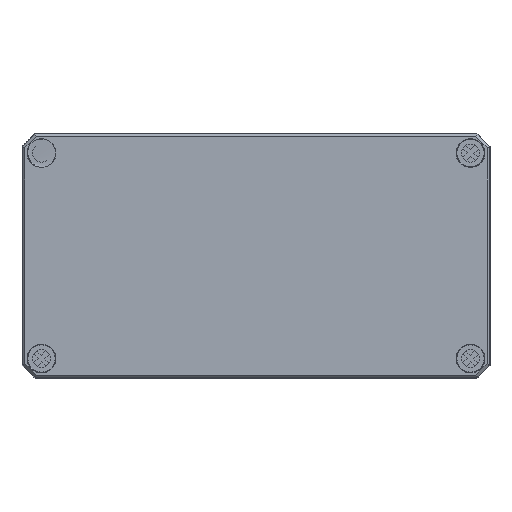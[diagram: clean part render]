
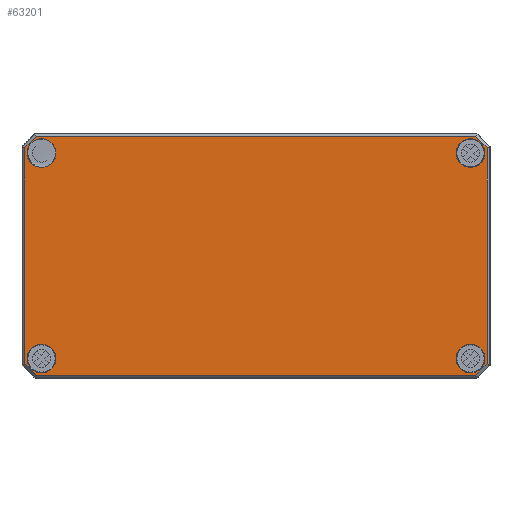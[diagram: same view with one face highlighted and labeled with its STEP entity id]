
A CAD part, top view. The second image highlights one B-rep face of the part: STEP entity #63201.
In plain terms, the highlighted planar face has unit normal (0, 0, 1).
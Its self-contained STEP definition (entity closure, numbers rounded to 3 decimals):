
#1779=CIRCLE('',#66419,5.53);
#1783=CIRCLE('',#66425,5.53);
#1784=CIRCLE('',#66426,5.53);
#1785=CIRCLE('',#66427,5.53);
#2735=FACE_BOUND('',#11125,.T.);
#2736=FACE_BOUND('',#11126,.T.);
#2737=FACE_BOUND('',#11127,.T.);
#2738=FACE_BOUND('',#11128,.T.);
#3957=PLANE('',#66424);
#7158=FACE_OUTER_BOUND('',#11124,.T.);
#11124=EDGE_LOOP('',(#55847,#55848,#55849,#55850,#55851,#55852,#55853,#55854));
#11125=EDGE_LOOP('',(#55855));
#11126=EDGE_LOOP('',(#55856));
#11127=EDGE_LOOP('',(#55857));
#11128=EDGE_LOOP('',(#55858));
#16165=LINE('',#112877,#21133);
#16166=LINE('',#112879,#21134);
#16167=LINE('',#112881,#21135);
#16168=LINE('',#112883,#21136);
#16169=LINE('',#112885,#21137);
#16170=LINE('',#112887,#21138);
#16171=LINE('',#112889,#21139);
#16172=LINE('',#112890,#21140);
#21133=VECTOR('',#77057,10.);
#21134=VECTOR('',#77058,10.);
#21135=VECTOR('',#77059,10.);
#21136=VECTOR('',#77060,10.);
#21137=VECTOR('',#77061,10.);
#21138=VECTOR('',#77062,10.);
#21139=VECTOR('',#77063,10.);
#21140=VECTOR('',#77064,10.);
#29810=VERTEX_POINT('',#112865);
#29813=VERTEX_POINT('',#112875);
#29814=VERTEX_POINT('',#112876);
#29815=VERTEX_POINT('',#112878);
#29816=VERTEX_POINT('',#112880);
#29817=VERTEX_POINT('',#112882);
#29818=VERTEX_POINT('',#112884);
#29819=VERTEX_POINT('',#112886);
#29820=VERTEX_POINT('',#112888);
#29821=VERTEX_POINT('',#112891);
#29822=VERTEX_POINT('',#112893);
#29823=VERTEX_POINT('',#112895);
#38564=EDGE_CURVE('',#29810,#29810,#1779,.T.);
#38569=EDGE_CURVE('',#29813,#29814,#16165,.T.);
#38570=EDGE_CURVE('',#29815,#29813,#16166,.T.);
#38571=EDGE_CURVE('',#29816,#29815,#16167,.T.);
#38572=EDGE_CURVE('',#29817,#29816,#16168,.T.);
#38573=EDGE_CURVE('',#29818,#29817,#16169,.T.);
#38574=EDGE_CURVE('',#29819,#29818,#16170,.T.);
#38575=EDGE_CURVE('',#29820,#29819,#16171,.T.);
#38576=EDGE_CURVE('',#29814,#29820,#16172,.T.);
#38577=EDGE_CURVE('',#29821,#29821,#1783,.T.);
#38578=EDGE_CURVE('',#29822,#29822,#1784,.T.);
#38579=EDGE_CURVE('',#29823,#29823,#1785,.T.);
#55847=ORIENTED_EDGE('',*,*,#38569,.F.);
#55848=ORIENTED_EDGE('',*,*,#38570,.F.);
#55849=ORIENTED_EDGE('',*,*,#38571,.F.);
#55850=ORIENTED_EDGE('',*,*,#38572,.F.);
#55851=ORIENTED_EDGE('',*,*,#38573,.F.);
#55852=ORIENTED_EDGE('',*,*,#38574,.F.);
#55853=ORIENTED_EDGE('',*,*,#38575,.F.);
#55854=ORIENTED_EDGE('',*,*,#38576,.F.);
#55855=ORIENTED_EDGE('',*,*,#38577,.F.);
#55856=ORIENTED_EDGE('',*,*,#38578,.F.);
#55857=ORIENTED_EDGE('',*,*,#38579,.F.);
#55858=ORIENTED_EDGE('',*,*,#38564,.F.);
#63201=ADVANCED_FACE('',(#7158,#2735,#2736,#2737,#2738),#3957,.T.);
#66419=AXIS2_PLACEMENT_3D('',#112866,#77044,#77045);
#66424=AXIS2_PLACEMENT_3D('',#112874,#77055,#77056);
#66425=AXIS2_PLACEMENT_3D('',#112892,#77065,#77066);
#66426=AXIS2_PLACEMENT_3D('',#112894,#77067,#77068);
#66427=AXIS2_PLACEMENT_3D('',#112896,#77069,#77070);
#77044=DIRECTION('center_axis',(0.,0.,1.));
#77045=DIRECTION('ref_axis',(-1.,0.,0.));
#77055=DIRECTION('center_axis',(0.,0.,1.));
#77056=DIRECTION('ref_axis',(1.,0.,0.));
#77057=DIRECTION('',(0.707,-0.707,0.));
#77058=DIRECTION('',(1.,0.,0.));
#77059=DIRECTION('',(0.707,0.707,0.));
#77060=DIRECTION('',(0.,1.,0.));
#77061=DIRECTION('',(-0.707,0.707,0.));
#77062=DIRECTION('',(-1.,0.,0.));
#77063=DIRECTION('',(-0.707,-0.707,0.));
#77064=DIRECTION('',(0.,-1.,0.));
#77065=DIRECTION('center_axis',(0.,0.,1.));
#77066=DIRECTION('ref_axis',(1.,0.,0.));
#77067=DIRECTION('center_axis',(0.,0.,1.));
#77068=DIRECTION('ref_axis',(1.,0.,0.));
#77069=DIRECTION('center_axis',(0.,0.,1.));
#77070=DIRECTION('ref_axis',(-1.,0.,0.));
#112865=CARTESIAN_POINT('',(-76.97,39.5,15.));
#112866=CARTESIAN_POINT('Origin',(-82.5,39.5,15.));
#112874=CARTESIAN_POINT('Origin',(0.,0.,
15.));
#112875=CARTESIAN_POINT('',(84.532,45.869,15.));
#112876=CARTESIAN_POINT('',(88.869,41.532,15.));
#112877=CARTESIAN_POINT('',(74.7,55.7,15.));
#112878=CARTESIAN_POINT('',(-84.532,45.869,15.));
#112879=CARTESIAN_POINT('',(-42.5,45.869,15.));
#112880=CARTESIAN_POINT('',(-88.869,41.532,15.));
#112881=CARTESIAN_POINT('',(-77.2,53.2,15.));
#112882=CARTESIAN_POINT('',(-88.869,-41.532,15.));
#112883=CARTESIAN_POINT('',(-88.869,-21.,15.));
#112884=CARTESIAN_POINT('',(-84.532,-45.869,15.));
#112885=CARTESIAN_POINT('',(-74.7,-55.7,15.));
#112886=CARTESIAN_POINT('',(84.532,-45.869,15.));
#112887=CARTESIAN_POINT('',(42.5,-45.869,15.));
#112888=CARTESIAN_POINT('',(88.869,-41.532,15.));
#112889=CARTESIAN_POINT('',(77.2,-53.2,15.));
#112890=CARTESIAN_POINT('',(88.869,21.,15.));
#112891=CARTESIAN_POINT('',(88.03,39.5,15.));
#112892=CARTESIAN_POINT('Origin',(82.5,39.5,15.));
#112893=CARTESIAN_POINT('',(88.03,-39.5,15.));
#112894=CARTESIAN_POINT('Origin',(82.5,-39.5,15.));
#112895=CARTESIAN_POINT('',(-76.97,-39.5,15.));
#112896=CARTESIAN_POINT('Origin',(-82.5,-39.5,15.));
